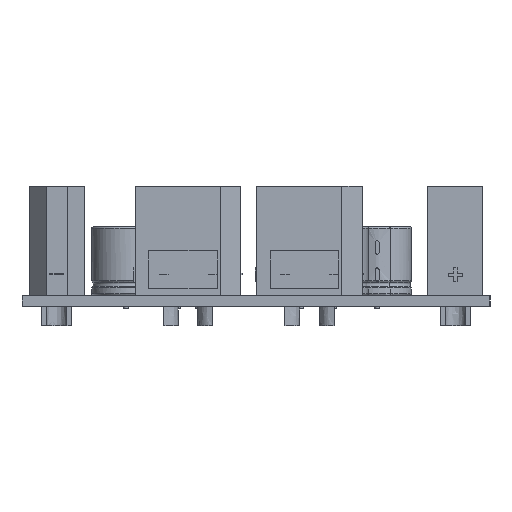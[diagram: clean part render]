
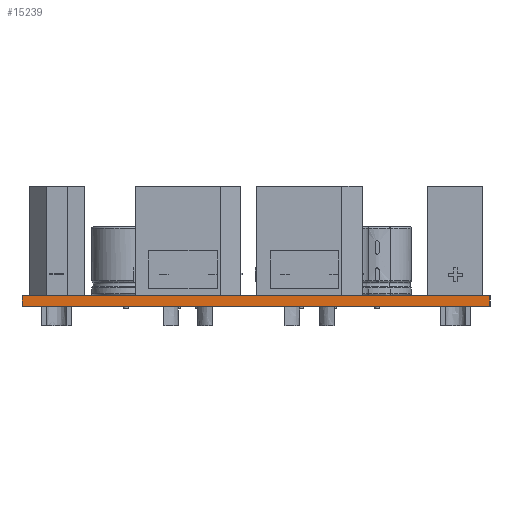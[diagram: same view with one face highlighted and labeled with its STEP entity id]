
A CAD part, left-side view. The second image highlights one B-rep face of the part: STEP entity #15239.
In plain terms, the highlighted planar face has unit normal (-1, 0, 0).
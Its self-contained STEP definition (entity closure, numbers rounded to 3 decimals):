
#13121 = PLANE('',#13122);
#13122 = AXIS2_PLACEMENT_3D('',#13123,#13124,#13125);
#13123 = CARTESIAN_POINT('',(48.26,-86.36,0.));
#13124 = DIRECTION('',(0.,1.,0.));
#13125 = DIRECTION('',(1.,0.,0.));
#13149 = PLANE('',#13150);
#13150 = AXIS2_PLACEMENT_3D('',#13151,#13152,#13153);
#13151 = CARTESIAN_POINT('',(92.71,-52.07,1.6));
#13152 = DIRECTION('',(0.,0.,1.));
#13153 = DIRECTION('',(1.,0.,-0.));
#13177 = PLANE('',#13178);
#13178 = AXIS2_PLACEMENT_3D('',#13179,#13180,#13181);
#13179 = CARTESIAN_POINT('',(137.16,-17.78,0.));
#13180 = DIRECTION('',(0.,-1.,0.));
#13181 = DIRECTION('',(-1.,0.,0.));
#13203 = PLANE('',#13204);
#13204 = AXIS2_PLACEMENT_3D('',#13205,#13206,#13207);
#13205 = CARTESIAN_POINT('',(92.71,-52.07,0.));
#13206 = DIRECTION('',(0.,0.,1.));
#13207 = DIRECTION('',(1.,0.,-0.));
#13218 = EDGE_CURVE('',#13219,#13221,#13223,.T.);
#13219 = VERTEX_POINT('',#13220);
#13220 = CARTESIAN_POINT('',(48.26,-86.36,0.));
#13221 = VERTEX_POINT('',#13222);
#13222 = CARTESIAN_POINT('',(48.26,-86.36,1.6));
#13223 = SURFACE_CURVE('',#13224,(#13228,#13235),.PCURVE_S1.);
#13224 = LINE('',#13225,#13226);
#13225 = CARTESIAN_POINT('',(48.26,-86.36,0.));
#13226 = VECTOR('',#13227,1.);
#13227 = DIRECTION('',(0.,0.,1.));
#13228 = PCURVE('',#13121,#13229);
#13229 = DEFINITIONAL_REPRESENTATION('',(#13230),#13234);
#13230 = LINE('',#13231,#13232);
#13231 = CARTESIAN_POINT('',(0.,0.));
#13232 = VECTOR('',#13233,1.);
#13233 = DIRECTION('',(0.,-1.));
#13234 = ( GEOMETRIC_REPRESENTATION_CONTEXT(2) 
PARAMETRIC_REPRESENTATION_CONTEXT() REPRESENTATION_CONTEXT('2D SPACE',''
  ) );
#13235 = PCURVE('',#13236,#13241);
#13236 = PLANE('',#13237);
#13237 = AXIS2_PLACEMENT_3D('',#13238,#13239,#13240);
#13238 = CARTESIAN_POINT('',(48.26,-17.78,0.));
#13239 = DIRECTION('',(1.,0.,-0.));
#13240 = DIRECTION('',(0.,-1.,0.));
#13241 = DEFINITIONAL_REPRESENTATION('',(#13242),#13246);
#13242 = LINE('',#13243,#13244);
#13243 = CARTESIAN_POINT('',(68.58,0.));
#13244 = VECTOR('',#13245,1.);
#13245 = DIRECTION('',(0.,-1.));
#13246 = ( GEOMETRIC_REPRESENTATION_CONTEXT(2) 
PARAMETRIC_REPRESENTATION_CONTEXT() REPRESENTATION_CONTEXT('2D SPACE',''
  ) );
#13296 = VERTEX_POINT('',#13297);
#13297 = CARTESIAN_POINT('',(48.26,-17.78,1.6));
#13318 = EDGE_CURVE('',#13319,#13296,#13321,.T.);
#13319 = VERTEX_POINT('',#13320);
#13320 = CARTESIAN_POINT('',(48.26,-17.78,0.));
#13321 = SURFACE_CURVE('',#13322,(#13326,#13333),.PCURVE_S1.);
#13322 = LINE('',#13323,#13324);
#13323 = CARTESIAN_POINT('',(48.26,-17.78,0.));
#13324 = VECTOR('',#13325,1.);
#13325 = DIRECTION('',(0.,0.,1.));
#13326 = PCURVE('',#13177,#13327);
#13327 = DEFINITIONAL_REPRESENTATION('',(#13328),#13332);
#13328 = LINE('',#13329,#13330);
#13329 = CARTESIAN_POINT('',(88.9,0.));
#13330 = VECTOR('',#13331,1.);
#13331 = DIRECTION('',(0.,-1.));
#13332 = ( GEOMETRIC_REPRESENTATION_CONTEXT(2) 
PARAMETRIC_REPRESENTATION_CONTEXT() REPRESENTATION_CONTEXT('2D SPACE',''
  ) );
#13333 = PCURVE('',#13236,#13334);
#13334 = DEFINITIONAL_REPRESENTATION('',(#13335),#13339);
#13335 = LINE('',#13336,#13337);
#13336 = CARTESIAN_POINT('',(0.,0.));
#13337 = VECTOR('',#13338,1.);
#13338 = DIRECTION('',(0.,-1.));
#13339 = ( GEOMETRIC_REPRESENTATION_CONTEXT(2) 
PARAMETRIC_REPRESENTATION_CONTEXT() REPRESENTATION_CONTEXT('2D SPACE',''
  ) );
#13367 = EDGE_CURVE('',#13319,#13219,#13368,.T.);
#13368 = SURFACE_CURVE('',#13369,(#13373,#13380),.PCURVE_S1.);
#13369 = LINE('',#13370,#13371);
#13370 = CARTESIAN_POINT('',(48.26,-17.78,0.));
#13371 = VECTOR('',#13372,1.);
#13372 = DIRECTION('',(0.,-1.,0.));
#13373 = PCURVE('',#13203,#13374);
#13374 = DEFINITIONAL_REPRESENTATION('',(#13375),#13379);
#13375 = LINE('',#13376,#13377);
#13376 = CARTESIAN_POINT('',(-44.45,34.29));
#13377 = VECTOR('',#13378,1.);
#13378 = DIRECTION('',(0.,-1.));
#13379 = ( GEOMETRIC_REPRESENTATION_CONTEXT(2) 
PARAMETRIC_REPRESENTATION_CONTEXT() REPRESENTATION_CONTEXT('2D SPACE',''
  ) );
#13380 = PCURVE('',#13236,#13381);
#13381 = DEFINITIONAL_REPRESENTATION('',(#13382),#13386);
#13382 = LINE('',#13383,#13384);
#13383 = CARTESIAN_POINT('',(0.,0.));
#13384 = VECTOR('',#13385,1.);
#13385 = DIRECTION('',(1.,0.));
#13386 = ( GEOMETRIC_REPRESENTATION_CONTEXT(2) 
PARAMETRIC_REPRESENTATION_CONTEXT() REPRESENTATION_CONTEXT('2D SPACE',''
  ) );
#14386 = EDGE_CURVE('',#13296,#13221,#14387,.T.);
#14387 = SURFACE_CURVE('',#14388,(#14392,#14399),.PCURVE_S1.);
#14388 = LINE('',#14389,#14390);
#14389 = CARTESIAN_POINT('',(48.26,-17.78,1.6));
#14390 = VECTOR('',#14391,1.);
#14391 = DIRECTION('',(0.,-1.,0.));
#14392 = PCURVE('',#13149,#14393);
#14393 = DEFINITIONAL_REPRESENTATION('',(#14394),#14398);
#14394 = LINE('',#14395,#14396);
#14395 = CARTESIAN_POINT('',(-44.45,34.29));
#14396 = VECTOR('',#14397,1.);
#14397 = DIRECTION('',(0.,-1.));
#14398 = ( GEOMETRIC_REPRESENTATION_CONTEXT(2) 
PARAMETRIC_REPRESENTATION_CONTEXT() REPRESENTATION_CONTEXT('2D SPACE',''
  ) );
#14399 = PCURVE('',#13236,#14400);
#14400 = DEFINITIONAL_REPRESENTATION('',(#14401),#14405);
#14401 = LINE('',#14402,#14403);
#14402 = CARTESIAN_POINT('',(0.,-1.6));
#14403 = VECTOR('',#14404,1.);
#14404 = DIRECTION('',(1.,0.));
#14405 = ( GEOMETRIC_REPRESENTATION_CONTEXT(2) 
PARAMETRIC_REPRESENTATION_CONTEXT() REPRESENTATION_CONTEXT('2D SPACE',''
  ) );
#15239 = ADVANCED_FACE('',(#15240),#13236,.F.);
#15240 = FACE_BOUND('',#15241,.F.);
#15241 = EDGE_LOOP('',(#15242,#15243,#15244,#15245));
#15242 = ORIENTED_EDGE('',*,*,#13318,.T.);
#15243 = ORIENTED_EDGE('',*,*,#14386,.T.);
#15244 = ORIENTED_EDGE('',*,*,#13218,.F.);
#15245 = ORIENTED_EDGE('',*,*,#13367,.F.);
